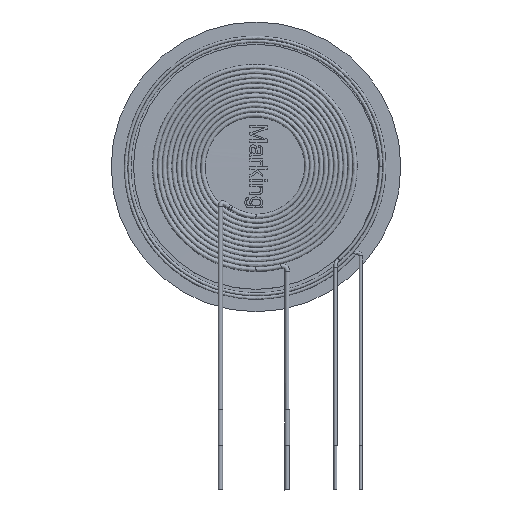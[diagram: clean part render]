
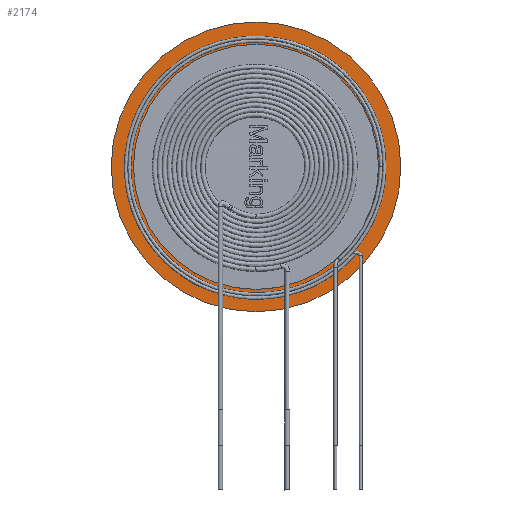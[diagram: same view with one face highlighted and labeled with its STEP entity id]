
A CAD part, top view. The second image highlights one B-rep face of the part: STEP entity #2174.
In plain terms, the highlighted planar face has unit normal (0, 0, 1).
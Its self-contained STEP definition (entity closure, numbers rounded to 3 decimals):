
#275=PLANE('',#2287);
#346=ORIENTED_EDGE('',*,*,#764,.F.);
#347=ORIENTED_EDGE('',*,*,#765,.T.);
#764=EDGE_CURVE('',#974,#974,#1128,.T.);
#765=EDGE_CURVE('',#975,#975,#1129,.T.);
#974=VERTEX_POINT('',#2679);
#975=VERTEX_POINT('',#2683);
#1128=CIRCLE('',#2285,32.5);
#1129=CIRCLE('',#2288,27.5);
#1156=EDGE_LOOP('',(#346));
#1157=EDGE_LOOP('',(#347));
#1300=FACE_BOUND('',#1156,.T.);
#1301=FACE_BOUND('',#1157,.T.);
#2174=ADVANCED_FACE('',(#1300,#1301),#275,.F.);
#2285=AXIS2_PLACEMENT_3D('',#2678,#2403,#2404);
#2287=AXIS2_PLACEMENT_3D('',#2681,#2407,#2408);
#2288=AXIS2_PLACEMENT_3D('',#2682,#2409,#2410);
#2403=DIRECTION('',(0.,0.,-1.));
#2404=DIRECTION('',(0.,1.,0.));
#2407=DIRECTION('',(0.,0.,-1.));
#2408=DIRECTION('',(-1.,0.,0.));
#2409=DIRECTION('',(0.,0.,-1.));
#2410=DIRECTION('',(0.,1.,0.));
#2678=CARTESIAN_POINT('',(0.,0.,0.7));
#2679=CARTESIAN_POINT('',(0.,32.5,0.7));
#2681=CARTESIAN_POINT('',(0.,0.,0.7));
#2682=CARTESIAN_POINT('',(0.,0.,0.7));
#2683=CARTESIAN_POINT('',(0.,27.5,0.7));
